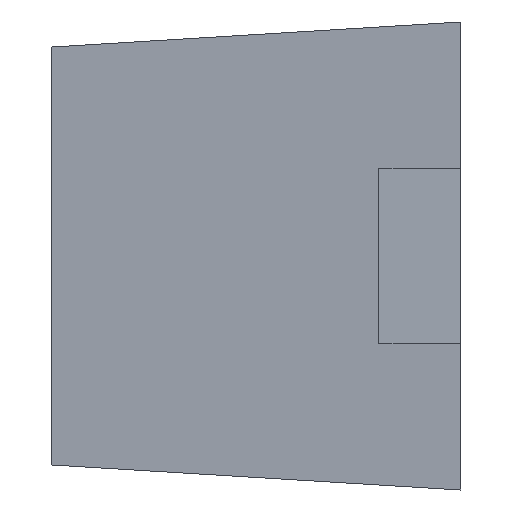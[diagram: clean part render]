
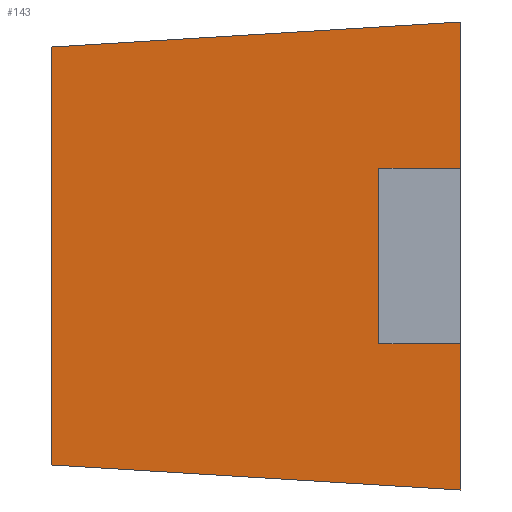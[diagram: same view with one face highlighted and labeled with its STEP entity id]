
A CAD part, left-side view. The second image highlights one B-rep face of the part: STEP entity #143.
In plain terms, the highlighted planar face has unit normal (-0.998, 0.061, 0).
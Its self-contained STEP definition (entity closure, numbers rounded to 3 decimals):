
#15 = LINE ( 'NONE', #816, #386 ) ;
#24 = CARTESIAN_POINT ( 'NONE',  ( -0.6, 0., -0.4 ) ) ;
#66 = DIRECTION ( 'NONE',  ( 0., 0., 1. ) ) ;
#73 = CARTESIAN_POINT ( 'NONE',  ( -0.6, 0., -0.15 ) ) ;
#77 = EDGE_CURVE ( 'NONE', #491, #860, #1061, .T. ) ;
#82 = VERTEX_POINT ( 'NONE', #758 ) ;
#89 = ORIENTED_EDGE ( 'NONE', *, *, #376, .F. ) ;
#90 = LINE ( 'NONE', #719, #841 ) ;
#125 = VERTEX_POINT ( 'NONE', #497 ) ;
#143 = ADVANCED_FACE ( 'NONE', ( #668 ), #1067, .T. ) ;
#166 = ORIENTED_EDGE ( 'NONE', *, *, #974, .F. ) ;
#173 = DIRECTION ( 'NONE',  ( 0., 0., 1. ) ) ;
#190 = DIRECTION ( 'NONE',  ( -0.061, -0.998, 0. ) ) ;
#219 = ORIENTED_EDGE ( 'NONE', *, *, #937, .T. ) ;
#261 = VERTEX_POINT ( 'NONE', #24 ) ;
#277 = ORIENTED_EDGE ( 'NONE', *, *, #77, .F. ) ;
#305 = EDGE_CURVE ( 'NONE', #454, #881, #1080, .T. ) ;
#329 = EDGE_CURVE ( 'NONE', #82, #261, #15, .T. ) ;
#330 = VECTOR ( 'NONE', #1007, 1000. ) ;
#331 = LINE ( 'NONE', #1089, #347 ) ;
#347 = VECTOR ( 'NONE', #669, 1000. ) ;
#372 = DIRECTION ( 'NONE',  ( -0.061, -0.996, -0.061 ) ) ;
#376 = EDGE_CURVE ( 'NONE', #125, #948, #732, .T. ) ;
#383 = LINE ( 'NONE', #1103, #746 ) ;
#386 = VECTOR ( 'NONE', #372, 1000. ) ;
#387 = CARTESIAN_POINT ( 'NONE',  ( -0.6, 0., 0.15 ) ) ;
#417 = LINE ( 'NONE', #1082, #786 ) ;
#426 = DIRECTION ( 'NONE',  ( -0.061, -0.996, 0.061 ) ) ;
#446 = DIRECTION ( 'NONE',  ( -0.998, 0.061, 0. ) ) ;
#454 = VERTEX_POINT ( 'NONE', #799 ) ;
#461 = ORIENTED_EDGE ( 'NONE', *, *, #305, .F. ) ;
#491 = VERTEX_POINT ( 'NONE', #1049 ) ;
#497 = CARTESIAN_POINT ( 'NONE',  ( -0.557, 0.7, 0.357 ) ) ;
#511 = EDGE_CURVE ( 'NONE', #454, #948, #383, .T. ) ;
#548 = ORIENTED_EDGE ( 'NONE', *, *, #676, .F. ) ;
#559 = ORIENTED_EDGE ( 'NONE', *, *, #329, .T. ) ;
#607 = ORIENTED_EDGE ( 'NONE', *, *, #511, .T. ) ;
#650 = EDGE_LOOP ( 'NONE', ( #277, #548, #461, #607, #89, #166, #559, #219 ) ) ;
#668 = FACE_OUTER_BOUND ( 'NONE', #650, .T. ) ;
#669 = DIRECTION ( 'NONE',  ( 0., 0., 1. ) ) ;
#676 = EDGE_CURVE ( 'NONE', #881, #491, #417, .T. ) ;
#682 = VECTOR ( 'NONE', #945, 1000. ) ;
#719 = CARTESIAN_POINT ( 'NONE',  ( -0.6, 0., 0.4 ) ) ;
#732 = LINE ( 'NONE', #1110, #734 ) ;
#734 = VECTOR ( 'NONE', #426, 1000. ) ;
#746 = VECTOR ( 'NONE', #66, 1000. ) ;
#758 = CARTESIAN_POINT ( 'NONE',  ( -0.557, 0.7, -0.357 ) ) ;
#786 = VECTOR ( 'NONE', #1086, 1000. ) ;
#797 = CARTESIAN_POINT ( 'NONE',  ( -0.6, 0., 0.4 ) ) ;
#799 = CARTESIAN_POINT ( 'NONE',  ( -0.6, 0., 0.15 ) ) ;
#816 = CARTESIAN_POINT ( 'NONE',  ( -0.597, 0.049, -0.397 ) ) ;
#841 = VECTOR ( 'NONE', #173, 1000. ) ;
#859 = CARTESIAN_POINT ( 'NONE',  ( -0.591, 0.14, 0.15 ) ) ;
#860 = VERTEX_POINT ( 'NONE', #73 ) ;
#881 = VERTEX_POINT ( 'NONE', #859 ) ;
#937 = EDGE_CURVE ( 'NONE', #261, #860, #90, .T. ) ;
#939 = CARTESIAN_POINT ( 'NONE',  ( -0.6, 0., -0.15 ) ) ;
#945 = DIRECTION ( 'NONE',  ( -0.061, -0.998, 0. ) ) ;
#948 = VERTEX_POINT ( 'NONE', #797 ) ;
#974 = EDGE_CURVE ( 'NONE', #82, #125, #331, .T. ) ;
#1007 = DIRECTION ( 'NONE',  ( 0.061, 0.998, 0. ) ) ;
#1049 = CARTESIAN_POINT ( 'NONE',  ( -0.591, 0.14, -0.15 ) ) ;
#1054 = CARTESIAN_POINT ( 'NONE',  ( -0.6, 0., 0.4 ) ) ;
#1061 = LINE ( 'NONE', #939, #682 ) ;
#1067 = PLANE ( 'NONE',  #1087 ) ;
#1080 = LINE ( 'NONE', #387, #330 ) ;
#1082 = CARTESIAN_POINT ( 'NONE',  ( -0.591, 0.14, 0.4 ) ) ;
#1086 = DIRECTION ( 'NONE',  ( 0., 0., -1. ) ) ;
#1087 = AXIS2_PLACEMENT_3D ( 'NONE', #1054, #446, #190 ) ;
#1089 = CARTESIAN_POINT ( 'NONE',  ( -0.557, 0.7, 0. ) ) ;
#1103 = CARTESIAN_POINT ( 'NONE',  ( -0.6, 0., 0.4 ) ) ;
#1110 = CARTESIAN_POINT ( 'NONE',  ( -0.6, 0., 0.4 ) ) ;
